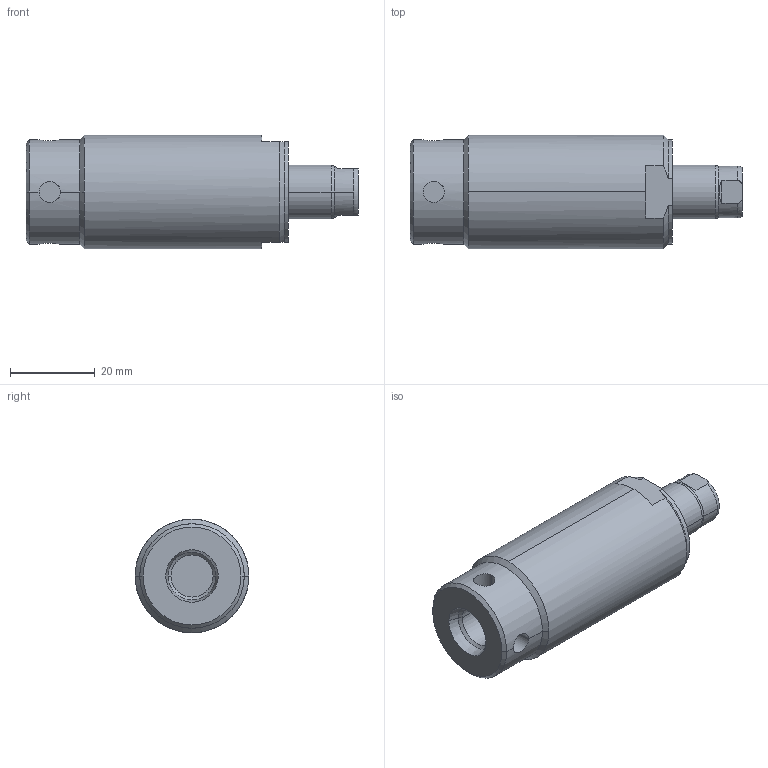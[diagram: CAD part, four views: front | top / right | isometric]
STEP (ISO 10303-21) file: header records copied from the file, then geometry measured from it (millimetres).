
FILE_DESCRIPTION((''),'2;1');
FILE_NAME('ILC20010807','2015-04-19T',('jdw'),(''),'PRO/ENGINEER BY PARAMETRIC TECHNOLOGY CORPORATION, 2013320','PRO/ENGINEER BY PARAMETRIC TECHNOLOGY CORPORATION, 2013320','');
FILE_SCHEMA(('AUTOMOTIVE_DESIGN { 1 0 10303 214 1 1 1 1 }'));
Length unit declared in the file: inch
Products named in the file (1): ILC20010807
Bounding box: 78.31 x 26.82 x 26.82 mm (x, y, z)
Volume: 33814.1 mm3; surface area: 7564.4 mm2
Topology: 1 solids, 1 shells, 54 faces, 126 edges, 77 vertices
Faces by surface type: cylinder 22, plane 16, cone 14, torus 2
Entity records: 2314 total; most frequent: CARTESIAN_POINT 457, DIRECTION 266, ORIENTED_EDGE 248, PRESENTATION_STYLE_ASSIGNMENT 132, STYLED_ITEM 125, CURVE_STYLE 124, EDGE_CURVE 124, COLOUR_RGB 107
